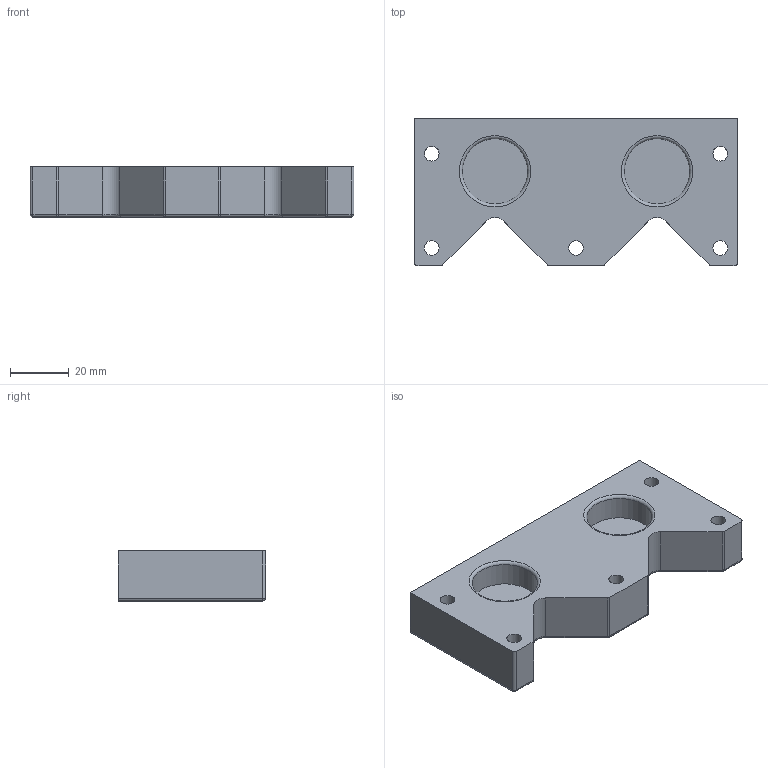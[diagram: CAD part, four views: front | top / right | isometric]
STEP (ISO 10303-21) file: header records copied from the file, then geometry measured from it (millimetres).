
FILE_DESCRIPTION(/* description */ (''),/* implementation_level */ '2;1');
FILE_NAME(/* name */ '04 - Front plate.stp',/* time_stamp */ '2023-01-17T10:48:51+01:00',/* author */ ('JN'),/* organization */ (''),/* preprocessor_version */ 'ST-DEVELOPER v18.1',/* originating_system */ 'Autodesk Inventor 2022',/* authorisation */ '');
FILE_SCHEMA (('AUTOMOTIVE_DESIGN { 1 0 10303 214 3 1 1 }'));
Length unit declared in the file: millimetre
Products named in the file (1): Aufsatz vorne
Bounding box: 110 x 50 x 17 mm (x, y, z)
Volume: 73262.1 mm3; surface area: 18009.9 mm2
Topology: 1 solids, 1 shells, 58 faces, 123 edges, 74 vertices
Faces by surface type: cylinder 29, plane 19, sphere 6, torus 4
Full cylindrical faces by diameter (mm): 5 x5, 8 x5, 22.2 x2
Entity records: 1620 total; most frequent: DIRECTION 305, CARTESIAN_POINT 256, ORIENTED_EDGE 246, EDGE_CURVE 123, AXIS2_PLACEMENT_3D 123, EDGE_LOOP 75, VERTEX_POINT 74, CIRCLE 64
